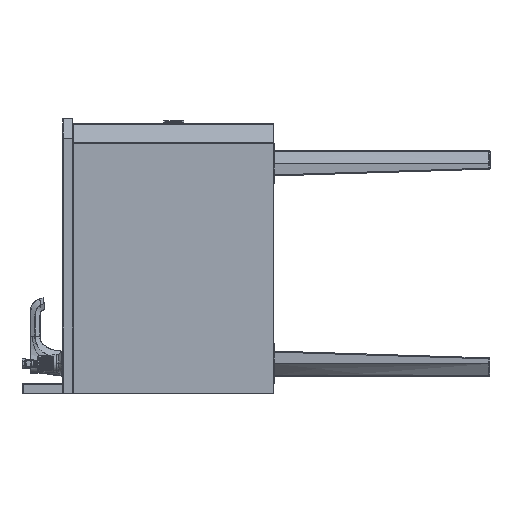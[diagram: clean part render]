
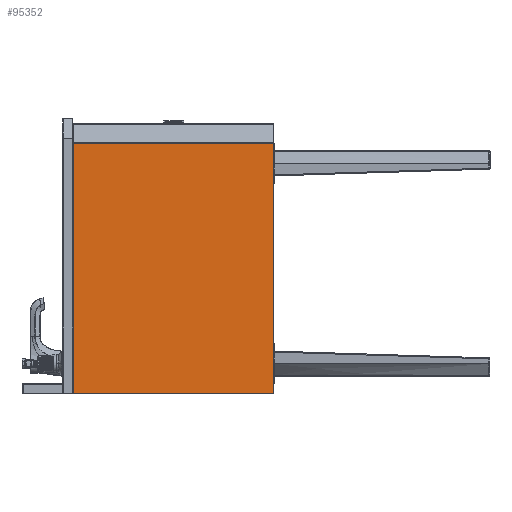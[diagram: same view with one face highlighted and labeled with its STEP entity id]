
A CAD part, left-side view. The second image highlights one B-rep face of the part: STEP entity #95352.
In plain terms, the highlighted planar face has unit normal (-1, 0, 0).
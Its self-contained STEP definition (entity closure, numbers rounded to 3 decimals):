
#281 = CARTESIAN_POINT ( 'NONE',  ( -644., 402., -259. ) ) ;
#2070 = ORIENTED_EDGE ( 'NONE', *, *, #126150, .T. ) ;
#17165 = CARTESIAN_POINT ( 'NONE',  ( -644., 402., 240.586 ) ) ;
#22408 = LINE ( 'NONE', #119002, #181161 ) ;
#33094 = PLANE ( 'NONE',  #178768 ) ;
#48493 = LINE ( 'NONE', #281, #53269 ) ;
#53269 = VECTOR ( 'NONE', #173998, 1000. ) ;
#53557 = DIRECTION ( 'NONE',  ( 1., 0., 0. ) ) ;
#55310 = EDGE_CURVE ( 'NONE', #59952, #124439, #78794, .T. ) ;
#59851 = VECTOR ( 'NONE', #112705, 1000. ) ;
#59952 = VERTEX_POINT ( 'NONE', #123405 ) ;
#66159 = CARTESIAN_POINT ( 'NONE',  ( -644., 401., 240.586 ) ) ;
#68925 = EDGE_LOOP ( 'NONE', ( #194108, #2070, #86436, #178362 ) ) ;
#68972 = DIRECTION ( 'NONE',  ( 0., 0., -1. ) ) ;
#78794 = LINE ( 'NONE', #17165, #59851 ) ;
#81252 = VECTOR ( 'NONE', #105043, 1000. ) ;
#86436 = ORIENTED_EDGE ( 'NONE', *, *, #197129, .T. ) ;
#90605 = CARTESIAN_POINT ( 'NONE',  ( -644., 401., -260. ) ) ;
#95352 = ADVANCED_FACE ( 'NONE', ( #174042 ), #33094, .F. ) ;
#102554 = VERTEX_POINT ( 'NONE', #175637 ) ;
#105043 = DIRECTION ( 'NONE',  ( 0., 0., -1. ) ) ;
#112705 = DIRECTION ( 'NONE',  ( 0., 1., 0. ) ) ;
#119002 = CARTESIAN_POINT ( 'NONE',  ( -644., 1., 241. ) ) ;
#123405 = CARTESIAN_POINT ( 'NONE',  ( -644., 1., 240.586 ) ) ;
#124439 = VERTEX_POINT ( 'NONE', #66159 ) ;
#126150 = EDGE_CURVE ( 'NONE', #102554, #190037, #48493, .T. ) ;
#131790 = CARTESIAN_POINT ( 'NONE',  ( -644., 402., -260. ) ) ;
#135476 = DIRECTION ( 'NONE',  ( 0., 0., 1. ) ) ;
#151342 = LINE ( 'NONE', #90605, #81252 ) ;
#158175 = CARTESIAN_POINT ( 'NONE',  ( -644., 1., -259. ) ) ;
#173998 = DIRECTION ( 'NONE',  ( 0., -1., 0. ) ) ;
#174042 = FACE_OUTER_BOUND ( 'NONE', #68925, .T. ) ;
#175637 = CARTESIAN_POINT ( 'NONE',  ( -644., 401., -259. ) ) ;
#178362 = ORIENTED_EDGE ( 'NONE', *, *, #55310, .T. ) ;
#178768 = AXIS2_PLACEMENT_3D ( 'NONE', #131790, #53557, #68972 ) ;
#181161 = VECTOR ( 'NONE', #135476, 1000. ) ;
#190037 = VERTEX_POINT ( 'NONE', #158175 ) ;
#193139 = EDGE_CURVE ( 'NONE', #124439, #102554, #151342, .T. ) ;
#194108 = ORIENTED_EDGE ( 'NONE', *, *, #193139, .T. ) ;
#197129 = EDGE_CURVE ( 'NONE', #190037, #59952, #22408, .T. ) ;
